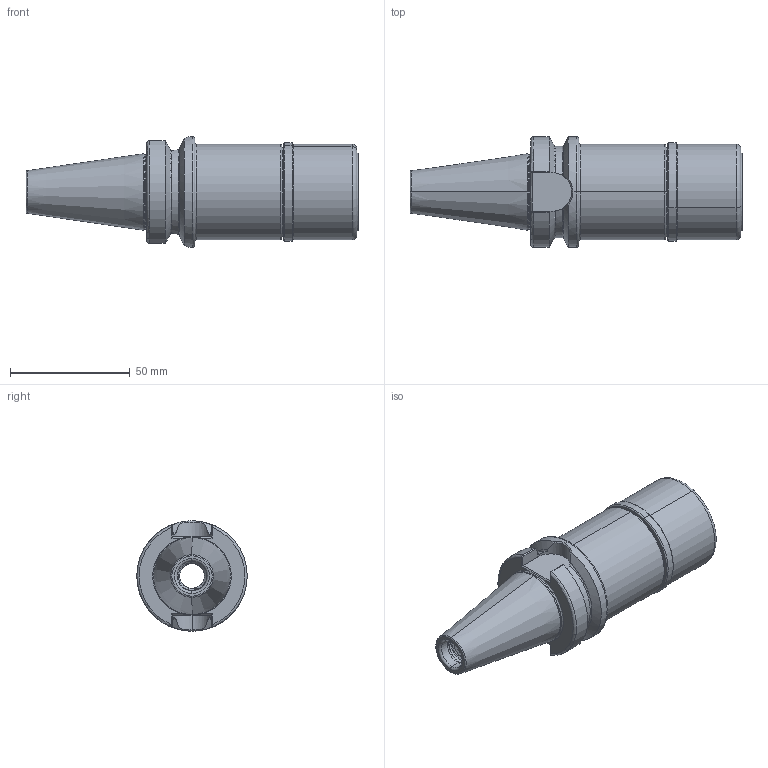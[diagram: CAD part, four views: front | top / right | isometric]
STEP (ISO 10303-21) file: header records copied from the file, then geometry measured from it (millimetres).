
FILE_DESCRIPTION (( 'STEP AP203' ), '1' );
FILE_NAME ('305.03.16.1.STEP', '2016-11-26T01:01:44', ( '' ), ( '' ), 'SwSTEP 2.0', 'SolidWorks 2012', '' );
FILE_SCHEMA (( 'CONFIG_CONTROL_DESIGN' ));
Length unit declared in the file: millimetre
Products named in the file (3): 305.03.16.1; 2-01.B04.0160311D9_KPS16_無溝螺帽_加長型
Assembly tree (2 placements, depth 2):
  305.03.16.1
    305.03.16.1
    2-01.B04.0160311D9_KPS16_無溝螺帽_加長型
Bounding box: 138.4 x 46 x 46 mm (x, y, z)
Volume: 103068.5 mm3; surface area: 37124.9 mm2
Topology: 2 solids, 2 shells, 305 faces, 787 edges, 493 vertices
Faces by surface type: cylinder 160, torus 52, plane 39, cone 38, bspline 16
Entity records: 19484 total; most frequent: CARTESIAN_POINT 12580, ORIENTED_EDGE 1574, DIRECTION 1238, EDGE_CURVE 787, AXIS2_PLACEMENT_3D 500, VERTEX_POINT 493, EDGE_LOOP 316, FACE_OUTER_BOUND 305
